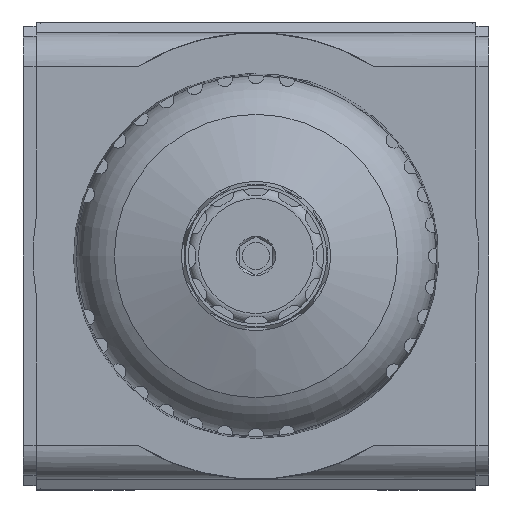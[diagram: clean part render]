
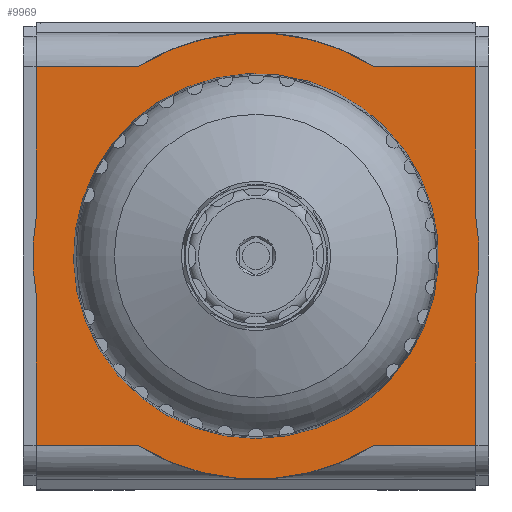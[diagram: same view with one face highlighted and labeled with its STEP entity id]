
A CAD part, front view. The second image highlights one B-rep face of the part: STEP entity #9969.
In plain terms, the highlighted planar face has unit normal (0, -1, 0).
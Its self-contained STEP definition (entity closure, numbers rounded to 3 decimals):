
#311=LINE('',#13636,#821);
#327=LINE('',#13676,#837);
#337=LINE('',#13698,#847);
#353=LINE('',#13738,#863);
#363=LINE('',#13770,#873);
#366=LINE('',#13782,#876);
#367=LINE('',#13793,#877);
#370=LINE('',#13805,#880);
#821=VECTOR('',#11393,1000.);
#837=VECTOR('',#11417,1000.);
#847=VECTOR('',#11433,1000.);
#863=VECTOR('',#11457,1000.);
#873=VECTOR('',#11475,1000.);
#876=VECTOR('',#11480,1000.);
#877=VECTOR('',#11483,1000.);
#880=VECTOR('',#11488,1000.);
#1246=PLANE('',#10445);
#1883=ORIENTED_EDGE('',*,*,#4035,.F.);
#1884=ORIENTED_EDGE('',*,*,#4036,.F.);
#1885=ORIENTED_EDGE('',*,*,#4022,.T.);
#1886=ORIENTED_EDGE('',*,*,#4037,.T.);
#1887=ORIENTED_EDGE('',*,*,#4026,.T.);
#1888=ORIENTED_EDGE('',*,*,#4008,.T.);
#1889=ORIENTED_EDGE('',*,*,#4038,.T.);
#1890=ORIENTED_EDGE('',*,*,#3988,.T.);
#1891=ORIENTED_EDGE('',*,*,#4028,.F.);
#1892=ORIENTED_EDGE('',*,*,#4039,.T.);
#1893=ORIENTED_EDGE('',*,*,#4032,.F.);
#1894=ORIENTED_EDGE('',*,*,#3976,.F.);
#1895=ORIENTED_EDGE('',*,*,#4040,.T.);
#1896=ORIENTED_EDGE('',*,*,#3956,.F.);
#3956=EDGE_CURVE('',#5041,#5042,#311,.T.);
#3976=EDGE_CURVE('',#5061,#5062,#327,.T.);
#3988=EDGE_CURVE('',#5071,#5070,#337,.T.);
#4008=EDGE_CURVE('',#5091,#5090,#353,.T.);
#4022=EDGE_CURVE('',#5041,#5100,#363,.T.);
#4026=EDGE_CURVE('',#5102,#5091,#366,.T.);
#4028=EDGE_CURVE('',#5103,#5070,#367,.T.);
#4032=EDGE_CURVE('',#5062,#5105,#370,.T.);
#4035=EDGE_CURVE('',#5106,#5106,#5699,.F.);
#4036=EDGE_CURVE('',#5107,#5107,#5700,.F.);
#4037=EDGE_CURVE('',#5100,#5102,#5701,.T.);
#4038=EDGE_CURVE('',#5090,#5071,#5702,.T.);
#4039=EDGE_CURVE('',#5103,#5105,#5703,.T.);
#4040=EDGE_CURVE('',#5061,#5042,#5704,.T.);
#5041=VERTEX_POINT('',#13635);
#5042=VERTEX_POINT('',#13637);
#5061=VERTEX_POINT('',#13675);
#5062=VERTEX_POINT('',#13677);
#5070=VERTEX_POINT('',#13697);
#5071=VERTEX_POINT('',#13699);
#5090=VERTEX_POINT('',#13737);
#5091=VERTEX_POINT('',#13739);
#5100=VERTEX_POINT('',#13768);
#5102=VERTEX_POINT('',#13780);
#5103=VERTEX_POINT('',#13791);
#5105=VERTEX_POINT('',#13803);
#5106=VERTEX_POINT('',#13813);
#5107=VERTEX_POINT('',#13815);
#5699=CIRCLE('',#10446,1.6);
#5700=CIRCLE('',#10447,1.6);
#5701=CIRCLE('',#10448,33.);
#5702=CIRCLE('',#10449,33.);
#5703=CIRCLE('',#10450,33.);
#5704=CIRCLE('',#10451,33.);
#6093=EDGE_LOOP('',(#1883));
#6094=EDGE_LOOP('',(#1884));
#6095=EDGE_LOOP('',(#1885,#1886,#1887,#1888,#1889,#1890,#1891,#1892,#1893,
#1894,#1895,#1896));
#6577=FACE_BOUND('',#6093,.T.);
#6578=FACE_BOUND('',#6094,.T.);
#6579=FACE_BOUND('',#6095,.T.);
#9969=ADVANCED_FACE('',(#6577,#6578,#6579),#1246,.F.);
#10445=AXIS2_PLACEMENT_3D('',#13811,#11497,#11498);
#10446=AXIS2_PLACEMENT_3D('',#13812,#11499,#11500);
#10447=AXIS2_PLACEMENT_3D('',#13814,#11501,#11502);
#10448=AXIS2_PLACEMENT_3D('',#13816,#11503,#11504);
#10449=AXIS2_PLACEMENT_3D('',#13817,#11505,#11506);
#10450=AXIS2_PLACEMENT_3D('',#13818,#11507,#11508);
#10451=AXIS2_PLACEMENT_3D('',#13819,#11509,#11510);
#11393=DIRECTION('',(0.,0.,-1.));
#11417=DIRECTION('',(0.,0.,-1.));
#11433=DIRECTION('',(0.,0.,-1.));
#11457=DIRECTION('',(0.,0.,-1.));
#11475=DIRECTION('',(-1.,0.,0.));
#11480=DIRECTION('',(-1.,0.,0.));
#11483=DIRECTION('',(-1.,0.,0.));
#11488=DIRECTION('',(-1.,0.,0.));
#11497=DIRECTION('',(0.,1.,0.));
#11498=DIRECTION('',(0.,0.,1.));
#11499=DIRECTION('',(0.,1.,0.));
#11500=DIRECTION('',(0.,0.,1.));
#11501=DIRECTION('',(0.,1.,0.));
#11502=DIRECTION('',(0.,0.,1.));
#11503=DIRECTION('',(0.,-1.,0.));
#11504=DIRECTION('',(0.,0.,-1.));
#11505=DIRECTION('',(0.,-1.,0.));
#11506=DIRECTION('',(0.,0.,-1.));
#11507=DIRECTION('',(0.,-1.,0.));
#11508=DIRECTION('',(0.,0.,-1.));
#11509=DIRECTION('',(0.,-1.,0.));
#11510=DIRECTION('',(0.,0.,-1.));
#13635=CARTESIAN_POINT('',(32.5,0.,28.));
#13636=CARTESIAN_POINT('',(32.5,0.,28.));
#13637=CARTESIAN_POINT('',(32.5,0.,5.723));
#13675=CARTESIAN_POINT('',(32.5,0.,-5.723));
#13676=CARTESIAN_POINT('',(32.5,0.,28.));
#13677=CARTESIAN_POINT('',(32.5,0.,-28.));
#13697=CARTESIAN_POINT('',(-32.5,0.,-28.));
#13698=CARTESIAN_POINT('',(-32.5,0.,28.));
#13699=CARTESIAN_POINT('',(-32.5,0.,-5.723));
#13737=CARTESIAN_POINT('',(-32.5,0.,5.723));
#13738=CARTESIAN_POINT('',(-32.5,0.,28.));
#13739=CARTESIAN_POINT('',(-32.5,0.,28.));
#13768=CARTESIAN_POINT('',(17.464,0.,28.));
#13770=CARTESIAN_POINT('',(32.5,0.,28.));
#13780=CARTESIAN_POINT('',(-17.464,0.,28.));
#13782=CARTESIAN_POINT('',(32.5,0.,28.));
#13791=CARTESIAN_POINT('',(-17.464,0.,-28.));
#13793=CARTESIAN_POINT('',(32.5,0.,-28.));
#13803=CARTESIAN_POINT('',(17.464,0.,-28.));
#13805=CARTESIAN_POINT('',(32.5,0.,-28.));
#13811=CARTESIAN_POINT('',(32.5,0.,28.));
#13812=CARTESIAN_POINT('',(-23.5,0.,0.));
#13813=CARTESIAN_POINT('',(-23.5,0.,1.6));
#13814=CARTESIAN_POINT('',(23.5,0.,0.));
#13815=CARTESIAN_POINT('',(23.5,0.,1.6));
#13816=CARTESIAN_POINT('',(0.,0.,0.));
#13817=CARTESIAN_POINT('',(0.,0.,0.));
#13818=CARTESIAN_POINT('',(0.,0.,0.));
#13819=CARTESIAN_POINT('',(0.,0.,0.));
